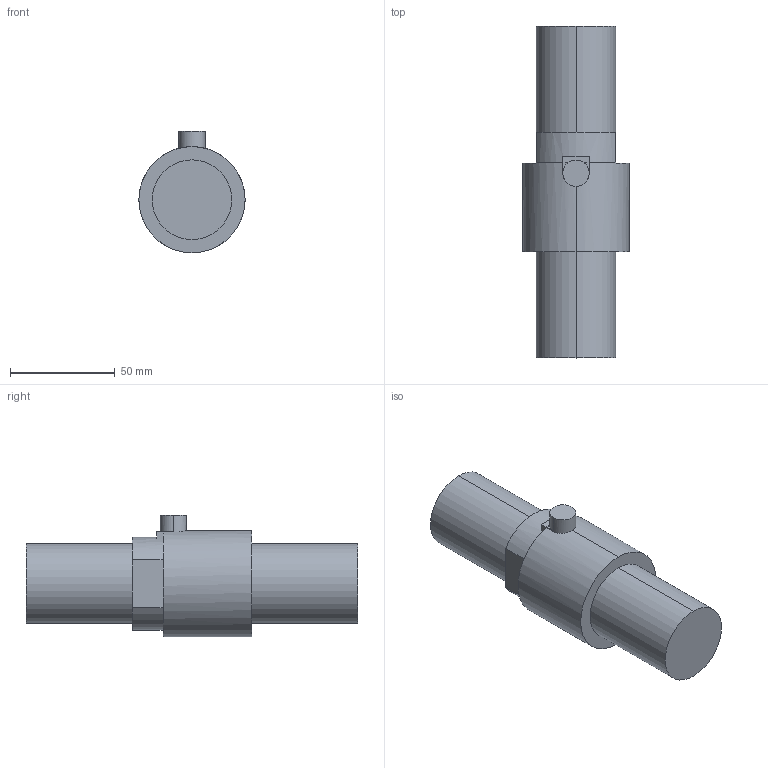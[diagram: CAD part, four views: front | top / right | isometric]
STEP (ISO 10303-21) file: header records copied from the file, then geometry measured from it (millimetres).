
FILE_DESCRIPTION (( 'STEP AP203' ), '1' );
FILE_NAME ('LC-40.STEP', '2008-06-16T19:47:53', ( ' ' ), ( '' ), 'SwSTEP 2.0', 'SolidWorks 2004231', '' );
FILE_SCHEMA (( 'CONFIG_CONTROL_DESIGN' ));
Length unit declared in the file: inch
Products named in the file (1): LC-40
Bounding box: 50.8 x 158.75 x 58.17 mm (x, y, z)
Volume: 224275.7 mm3; surface area: 25335.9 mm2
Topology: 1 solids, 1 shells, 28 faces, 71 edges, 46 vertices
Faces by surface type: plane 15, cylinder 13
Entity records: 975 total; most frequent: CARTESIAN_POINT 198, DIRECTION 154, ORIENTED_EDGE 142, EDGE_CURVE 71, AXIS2_PLACEMENT_3D 58, VERTEX_POINT 46, VECTOR 38, LINE 38
